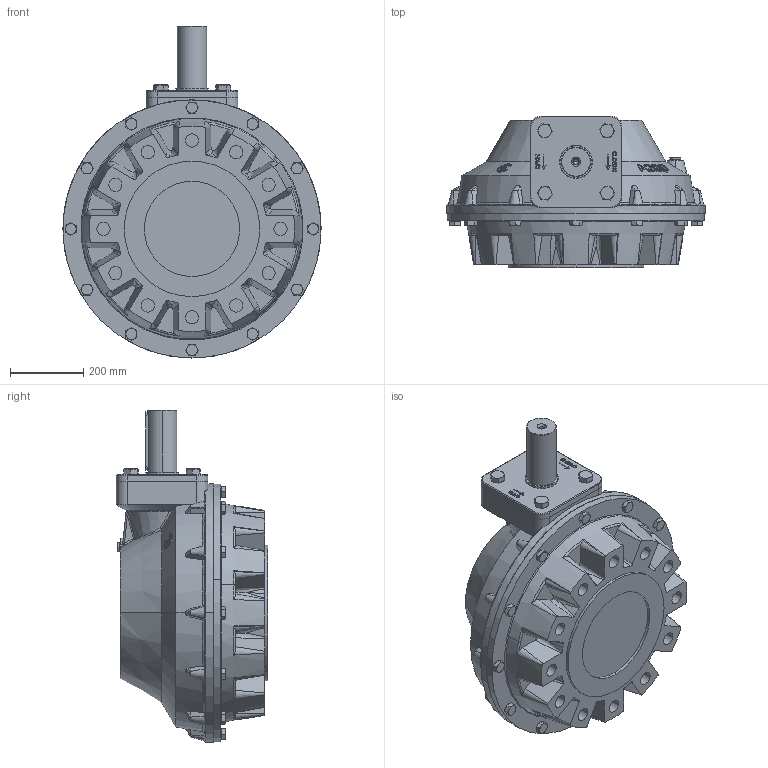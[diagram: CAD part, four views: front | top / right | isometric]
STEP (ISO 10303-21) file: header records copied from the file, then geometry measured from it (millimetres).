
FILE_DESCRIPTION((''),'2;1');
FILE_NAME('A200R BEVEL GEAR.stp','2007-07-13T09:53:45',('Brandon Schele'),(''),'Autodesk Inventor 11','Autodesk Inventor 11','');
FILE_SCHEMA(('AUTOMOTIVE_DESIGN { 1 0 10303 214 1 1 1 1 }'));
Length unit declared in the file: millimetre
Products named in the file (1): A200R BEVEL GEAR
Bounding box: 705 x 413 x 906.5 mm (x, y, z)
Volume: 100917202.5 mm3; surface area: 2835701.6 mm2
Topology: 23 solids, 23 shells, 1183 faces, 2820 edges, 1752 vertices
Faces by surface type: plane 524, cone 252, cylinder 192, bspline 135, torus 78, sphere 2
Entity records: 47068 total; most frequent: CARTESIAN_POINT 20546, ORIENTED_EDGE 5636, DIRECTION 5283, EDGE_CURVE 2818, AXIS2_PLACEMENT_3D 2052, VERTEX_POINT 1752, EDGE_LOOP 1288, FACE_OUTER_BOUND 1183
